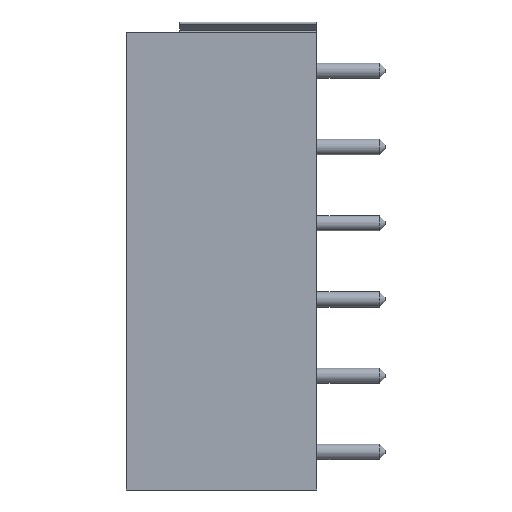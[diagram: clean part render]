
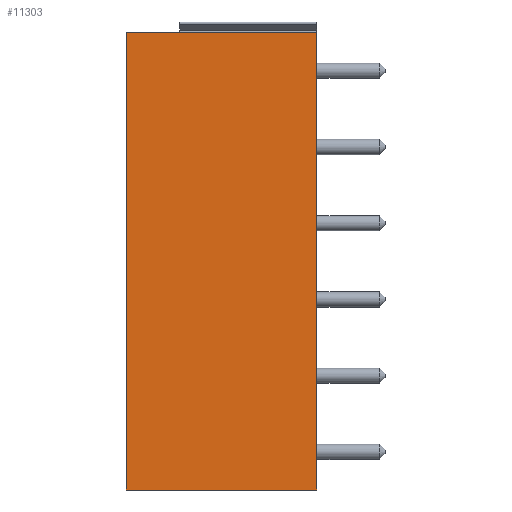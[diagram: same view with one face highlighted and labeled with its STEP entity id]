
A CAD part, left-side view. The second image highlights one B-rep face of the part: STEP entity #11303.
In plain terms, the highlighted planar face has unit normal (-1, 0, 0).
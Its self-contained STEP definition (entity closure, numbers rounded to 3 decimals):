
#9211=CARTESIAN_POINT('',(-5.0,0.,-27.5));
#9212=VERTEX_POINT('',#9211);
#9219=CARTESIAN_POINT('',(-5.0,12.5,-27.5));
#9220=VERTEX_POINT('',#9219);
#9221=CARTESIAN_POINT('',(-5.0,0.,-27.5));
#9222=DIRECTION('',(0.0,1.0,0.0));
#9223=VECTOR('',#9222,12.5);
#9224=LINE('',#9221,#9223);
#9225=EDGE_CURVE('',#9212,#9220,#9224,.T.);
#9545=CARTESIAN_POINT('',(-5.0,12.5,2.5));
#9546=VERTEX_POINT('',#9545);
#9553=CARTESIAN_POINT('',(-5.0,0.,2.5));
#9554=VERTEX_POINT('',#9553);
#9555=CARTESIAN_POINT('',(-5.0,0.,2.5));
#9556=DIRECTION('',(0.0,1.0,0.0));
#9557=VECTOR('',#9556,12.5);
#9558=LINE('',#9555,#9557);
#9559=EDGE_CURVE('',#9554,#9546,#9558,.T.);
#11266=CARTESIAN_POINT('',(-5.0,0.,-27.5));
#11267=DIRECTION('',(0.0,0.0,1.0));
#11268=VECTOR('',#11267,30.0);
#11269=LINE('',#11266,#11268);
#11270=EDGE_CURVE('',#9212,#9554,#11269,.T.);
#11287=CARTESIAN_POINT('',(-5.0,0.,0.0));
#11288=DIRECTION('',(-1.0,0.0,0.0));
#11289=DIRECTION('',(0.0,0.0,1.0));
#11290=AXIS2_PLACEMENT_3D('',#11287,#11288,#11289);
#11291=PLANE('',#11290);
#11292=ORIENTED_EDGE('',*,*,#9559,.T.);
#11293=CARTESIAN_POINT('',(-5.0,12.5,2.5));
#11294=DIRECTION('',(0.0,0.0,-1.0));
#11295=VECTOR('',#11294,30.0);
#11296=LINE('',#11293,#11295);
#11297=EDGE_CURVE('',#9546,#9220,#11296,.T.);
#11298=ORIENTED_EDGE('',*,*,#11297,.T.);
#11299=ORIENTED_EDGE('',*,*,#9225,.F.);
#11300=ORIENTED_EDGE('',*,*,#11270,.T.);
#11301=EDGE_LOOP('',(#11292,#11298,#11299,#11300));
#11302=FACE_OUTER_BOUND('',#11301,.T.);
#11303=ADVANCED_FACE('',(#11302),#11291,.T.);
